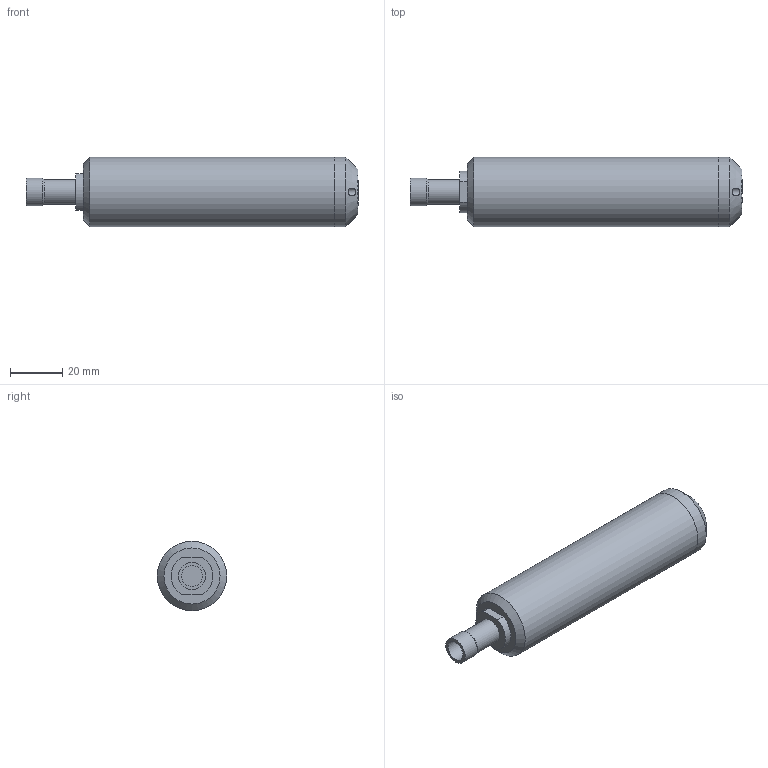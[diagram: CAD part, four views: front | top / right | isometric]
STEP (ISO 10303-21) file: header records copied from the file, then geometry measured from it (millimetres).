
FILE_DESCRIPTION(/* description */ (''),/* implementation_level */ '2;1');
FILE_NAME(/* name */ 'РПД-И-ГС.stp',/* time_stamp */ '2023-01-30T12:23:10+03:00',/* author */ ('Tech'),/* organization */ (''),/* preprocessor_version */ 'ST-DEVELOPER v18.1',/* originating_system */ 'Autodesk Inventor 2021',/* authorisation */ '');
FILE_SCHEMA (('AUTOMOTIVE_DESIGN { 1 0 10303 214 3 1 1 }'));
Length unit declared in the file: millimetre
Products named in the file (1): РПД-И-ГС
Bounding box: 127.1 x 26.5 x 26.5 mm (x, y, z)
Volume: 58368.1 mm3; surface area: 11680.6 mm2
Topology: 2 solids, 2 shells, 95 faces, 241 edges, 166 vertices
Faces by surface type: plane 70, cylinder 22, cone 3
Full cylindrical faces by diameter (mm): 1.033 x1, 2.046 x1, 3 x4, 8 x1, 9.5 x1, 10.5 x1, 26.5 x2
Entity records: 3063 total; most frequent: CARTESIAN_POINT 665, ORIENTED_EDGE 482, DIRECTION 481, EDGE_CURVE 241, LINE 173, VECTOR 173, VERTEX_POINT 166, AXIS2_PLACEMENT_3D 154
